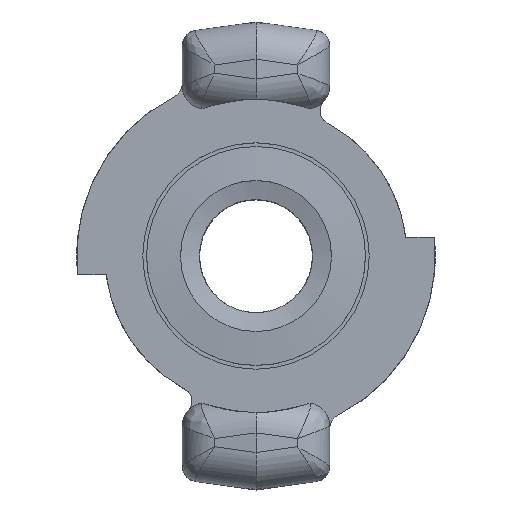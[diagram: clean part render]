
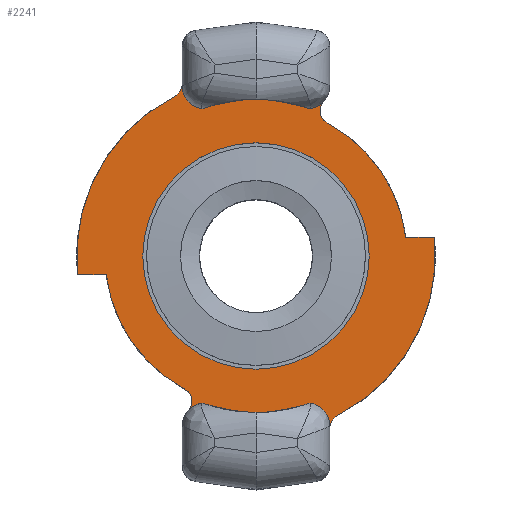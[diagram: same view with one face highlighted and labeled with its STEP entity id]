
A CAD part, top view. The second image highlights one B-rep face of the part: STEP entity #2241.
In plain terms, the highlighted planar face has unit normal (0, 0, 1).
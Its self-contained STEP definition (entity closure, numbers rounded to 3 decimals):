
#209=FACE_BOUND('',#417,.T.);
#219=PLANE('',#2443);
#285=FACE_OUTER_BOUND('',#416,.T.);
#416=EDGE_LOOP('',(#1616,#1617,#1618,#1619,#1620,#1621,#1622,#1623,#1624,
#1625,#1626,#1627,#1628,#1629,#1630,#1631,#1632,#1633));
#417=EDGE_LOOP('',(#1634,#1635));
#549=LINE('',#4272,#666);
#550=LINE('',#4276,#667);
#551=LINE('',#4281,#668);
#552=LINE('',#4287,#669);
#553=LINE('',#4291,#670);
#554=LINE('',#4296,#671);
#666=VECTOR('',#2837,10.);
#667=VECTOR('',#2840,10.);
#668=VECTOR('',#2845,10.);
#669=VECTOR('',#2850,10.);
#670=VECTOR('',#2853,10.);
#671=VECTOR('',#2858,10.);
#766=CIRCLE('',#2384,20.);
#768=CIRCLE('',#2386,20.);
#790=CIRCLE('',#2444,25.5);
#791=CIRCLE('',#2445,2.);
#792=CIRCLE('',#2446,23.75);
#793=CIRCLE('',#2447,1.835);
#794=CIRCLE('',#2448,3.);
#795=CIRCLE('',#2449,25.5);
#796=CIRCLE('',#2450,2.);
#797=CIRCLE('',#2451,23.75);
#798=CIRCLE('',#2452,1.835);
#799=CIRCLE('',#2453,3.);
#800=CIRCLE('',#2454,15.);
#801=CIRCLE('',#2455,15.);
#892=VERTEX_POINT('',#3575);
#893=VERTEX_POINT('',#3577);
#896=VERTEX_POINT('',#3601);
#897=VERTEX_POINT('',#3603);
#972=VERTEX_POINT('',#4270);
#973=VERTEX_POINT('',#4271);
#974=VERTEX_POINT('',#4273);
#975=VERTEX_POINT('',#4275);
#976=VERTEX_POINT('',#4277);
#977=VERTEX_POINT('',#4279);
#978=VERTEX_POINT('',#4282);
#979=VERTEX_POINT('',#4284);
#980=VERTEX_POINT('',#4286);
#981=VERTEX_POINT('',#4288);
#982=VERTEX_POINT('',#4290);
#983=VERTEX_POINT('',#4292);
#984=VERTEX_POINT('',#4294);
#985=VERTEX_POINT('',#4297);
#986=VERTEX_POINT('',#4300);
#987=VERTEX_POINT('',#4301);
#1113=EDGE_CURVE('',#892,#893,#766,.T.);
#1118=EDGE_CURVE('',#896,#897,#768,.T.);
#1216=EDGE_CURVE('',#972,#973,#549,.T.);
#1217=EDGE_CURVE('',#972,#974,#790,.T.);
#1218=EDGE_CURVE('',#975,#974,#550,.T.);
#1219=EDGE_CURVE('',#976,#975,#791,.T.);
#1220=EDGE_CURVE('',#977,#976,#792,.T.);
#1221=EDGE_CURVE('',#893,#977,#551,.T.);
#1222=EDGE_CURVE('',#978,#892,#793,.T.);
#1223=EDGE_CURVE('',#979,#978,#794,.T.);
#1224=EDGE_CURVE('',#980,#979,#552,.T.);
#1225=EDGE_CURVE('',#980,#981,#795,.T.);
#1226=EDGE_CURVE('',#982,#981,#553,.T.);
#1227=EDGE_CURVE('',#983,#982,#796,.T.);
#1228=EDGE_CURVE('',#984,#983,#797,.T.);
#1229=EDGE_CURVE('',#897,#984,#554,.T.);
#1230=EDGE_CURVE('',#985,#896,#798,.T.);
#1231=EDGE_CURVE('',#973,#985,#799,.T.);
#1232=EDGE_CURVE('',#986,#987,#800,.T.);
#1233=EDGE_CURVE('',#987,#986,#801,.T.);
#1616=ORIENTED_EDGE('',*,*,#1216,.F.);
#1617=ORIENTED_EDGE('',*,*,#1217,.T.);
#1618=ORIENTED_EDGE('',*,*,#1218,.F.);
#1619=ORIENTED_EDGE('',*,*,#1219,.F.);
#1620=ORIENTED_EDGE('',*,*,#1220,.F.);
#1621=ORIENTED_EDGE('',*,*,#1221,.F.);
#1622=ORIENTED_EDGE('',*,*,#1113,.F.);
#1623=ORIENTED_EDGE('',*,*,#1222,.F.);
#1624=ORIENTED_EDGE('',*,*,#1223,.F.);
#1625=ORIENTED_EDGE('',*,*,#1224,.F.);
#1626=ORIENTED_EDGE('',*,*,#1225,.T.);
#1627=ORIENTED_EDGE('',*,*,#1226,.F.);
#1628=ORIENTED_EDGE('',*,*,#1227,.F.);
#1629=ORIENTED_EDGE('',*,*,#1228,.F.);
#1630=ORIENTED_EDGE('',*,*,#1229,.F.);
#1631=ORIENTED_EDGE('',*,*,#1118,.F.);
#1632=ORIENTED_EDGE('',*,*,#1230,.F.);
#1633=ORIENTED_EDGE('',*,*,#1231,.F.);
#1634=ORIENTED_EDGE('',*,*,#1232,.F.);
#1635=ORIENTED_EDGE('',*,*,#1233,.F.);
#2241=ADVANCED_FACE('',(#285,#209),#219,.F.);
#2384=AXIS2_PLACEMENT_3D('',#3578,#2688,#2689);
#2386=AXIS2_PLACEMENT_3D('',#3604,#2694,#2695);
#2443=AXIS2_PLACEMENT_3D('',#4269,#2835,#2836);
#2444=AXIS2_PLACEMENT_3D('',#4274,#2838,#2839);
#2445=AXIS2_PLACEMENT_3D('',#4278,#2841,#2842);
#2446=AXIS2_PLACEMENT_3D('',#4280,#2843,#2844);
#2447=AXIS2_PLACEMENT_3D('',#4283,#2846,#2847);
#2448=AXIS2_PLACEMENT_3D('',#4285,#2848,#2849);
#2449=AXIS2_PLACEMENT_3D('',#4289,#2851,#2852);
#2450=AXIS2_PLACEMENT_3D('',#4293,#2854,#2855);
#2451=AXIS2_PLACEMENT_3D('',#4295,#2856,#2857);
#2452=AXIS2_PLACEMENT_3D('',#4298,#2859,#2860);
#2453=AXIS2_PLACEMENT_3D('',#4299,#2861,#2862);
#2454=AXIS2_PLACEMENT_3D('',#4302,#2863,#2864);
#2455=AXIS2_PLACEMENT_3D('',#4303,#2865,#2866);
#2688=DIRECTION('center_axis',(0.,0.,-1.));
#2689=DIRECTION('ref_axis',(0.,1.,0.));
#2694=DIRECTION('center_axis',(0.,0.,-1.));
#2695=DIRECTION('ref_axis',(0.,1.,0.));
#2835=DIRECTION('center_axis',(0.,0.,-1.));
#2836=DIRECTION('ref_axis',(-1.,0.,0.));
#2837=DIRECTION('',(0.,-1.,0.));
#2838=DIRECTION('center_axis',(0.,0.,1.));
#2839=DIRECTION('ref_axis',(-1.,0.,0.));
#2840=DIRECTION('',(0.,1.,0.));
#2841=DIRECTION('center_axis',(0.,0.,1.));
#2842=DIRECTION('ref_axis',(0.853,-0.521,0.));
#2843=DIRECTION('center_axis',(0.,0.,-1.));
#2844=DIRECTION('ref_axis',(-0.411,0.912,0.));
#2845=DIRECTION('',(-1.,0.,0.));
#2846=DIRECTION('center_axis',(0.,0.,1.));
#2847=DIRECTION('ref_axis',(0.741,-0.671,0.));
#2848=DIRECTION('center_axis',(0.,0.,-1.));
#2849=DIRECTION('ref_axis',(-0.755,0.656,0.));
#2850=DIRECTION('',(0.,1.,0.));
#2851=DIRECTION('center_axis',(0.,0.,1.));
#2852=DIRECTION('ref_axis',(-1.,0.,0.));
#2853=DIRECTION('',(0.,-1.,0.));
#2854=DIRECTION('center_axis',(0.,0.,1.));
#2855=DIRECTION('ref_axis',(-0.853,0.521,0.));
#2856=DIRECTION('center_axis',(0.,0.,-1.));
#2857=DIRECTION('ref_axis',(0.411,-0.912,0.));
#2858=DIRECTION('',(1.,0.,0.));
#2859=DIRECTION('center_axis',(0.,0.,1.));
#2860=DIRECTION('ref_axis',(-0.741,0.671,0.));
#2861=DIRECTION('center_axis',(0.,0.,-1.));
#2862=DIRECTION('ref_axis',(0.755,-0.656,0.));
#2863=DIRECTION('center_axis',(0.,0.,1.));
#2864=DIRECTION('ref_axis',(-1.,0.,0.));
#2865=DIRECTION('center_axis',(0.,0.,1.));
#2866=DIRECTION('ref_axis',(-1.,0.,0.));
#3575=CARTESIAN_POINT('',(-9.466,-17.618,-5.114));
#3577=CARTESIAN_POINT('',(-19.843,-2.5,-5.114));
#3578=CARTESIAN_POINT('Origin',(0.,0.,-5.114));
#3601=CARTESIAN_POINT('',(9.466,17.618,-5.114));
#3603=CARTESIAN_POINT('',(19.843,2.5,-5.114));
#3604=CARTESIAN_POINT('Origin',(0.,0.,-5.114));
#4269=CARTESIAN_POINT('Origin',(-20.25,0.,-5.114));
#4270=CARTESIAN_POINT('',(9.75,23.562,-5.114));
#4271=CARTESIAN_POINT('',(9.75,22.478,-5.114));
#4272=CARTESIAN_POINT('',(9.75,15.5,-5.114));
#4273=CARTESIAN_POINT('',(-9.75,23.562,-5.114));
#4274=CARTESIAN_POINT('Origin',(0.,0.,-5.114));
#4275=CARTESIAN_POINT('',(-9.75,22.913,-5.114));
#4276=CARTESIAN_POINT('',(-9.75,-15.5,-5.114));
#4277=CARTESIAN_POINT('',(-10.837,21.133,-5.114));
#4278=CARTESIAN_POINT('Origin',(-11.75,22.913,-5.114));
#4279=CARTESIAN_POINT('',(-23.618,-2.5,-5.114));
#4280=CARTESIAN_POINT('Origin',(0.,0.,-5.114));
#4281=CARTESIAN_POINT('',(-10.125,-2.5,-5.114));
#4282=CARTESIAN_POINT('',(-8.974,-20.465,-5.114));
#4283=CARTESIAN_POINT('Origin',(-10.335,-19.234,-5.114));
#4284=CARTESIAN_POINT('',(-9.75,-22.478,-5.114));
#4285=CARTESIAN_POINT('Origin',(-6.75,-22.478,-5.114));
#4286=CARTESIAN_POINT('',(-9.75,-23.562,-5.114));
#4287=CARTESIAN_POINT('',(-9.75,-15.5,-5.114));
#4288=CARTESIAN_POINT('',(9.75,-23.562,-5.114));
#4289=CARTESIAN_POINT('Origin',(0.,0.,-5.114));
#4290=CARTESIAN_POINT('',(9.75,-22.913,-5.114));
#4291=CARTESIAN_POINT('',(9.75,15.5,-5.114));
#4292=CARTESIAN_POINT('',(10.837,-21.133,-5.114));
#4293=CARTESIAN_POINT('Origin',(11.75,-22.913,-5.114));
#4294=CARTESIAN_POINT('',(23.618,2.5,-5.114));
#4295=CARTESIAN_POINT('Origin',(0.,0.,-5.114));
#4296=CARTESIAN_POINT('',(-10.125,2.5,-5.114));
#4297=CARTESIAN_POINT('',(8.974,20.465,-5.114));
#4298=CARTESIAN_POINT('Origin',(10.335,19.234,-5.114));
#4299=CARTESIAN_POINT('Origin',(6.75,22.478,-5.114));
#4300=CARTESIAN_POINT('',(-15.,0.,-5.114));
#4301=CARTESIAN_POINT('',(15.,0.,-5.114));
#4302=CARTESIAN_POINT('Origin',(0.,0.,-5.114));
#4303=CARTESIAN_POINT('Origin',(0.,0.,-5.114));
